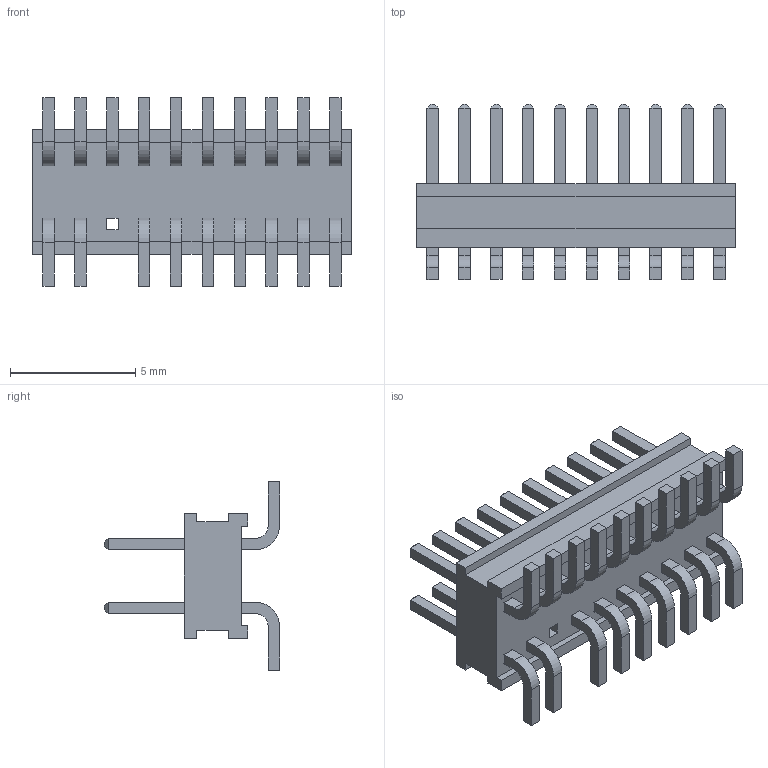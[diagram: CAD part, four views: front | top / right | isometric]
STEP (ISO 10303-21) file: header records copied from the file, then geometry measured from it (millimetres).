
FILE_DESCRIPTION(/* description */ ('STEP AP214'),/* implementation_level */ '2;1');
FILE_NAME(/* name */ 'FTR-110-03-G-D-06-TR',/* time_stamp */ '2025-02-03T14:58:20+01:00',/* author */ ('License CC BY-ND 4.0'),/* organization */ ('CADENAS'),/* preprocessor_version */ 'ST-DEVELOPER v19.3',/* originating_system */ 'PARTsolutions',/* authorisation */ ' ');
FILE_SCHEMA (('AUTOMOTIVE_DESIGN {1 0 10303 214 3 1 1}'));
Length unit declared in the file: inch
Products named in the file (4): FTR-110-03-G-D-06-TR; FTR-110-03-G-D-006-TR_body; FTR-110-03-G-D-006-TR_pins; FTR-110-03-G-D-006-TR2PNS
Assembly tree (3 placements, depth 2):
  FTR-110-03-G-D-06-TR
    FTR-110-03-G-D-006-TR_body
    FTR-110-03-G-D-006-TR_pins
    FTR-110-03-G-D-006-TR2PNS
Bounding box: 12.7 x 6.99 x 7.52 mm (x, y, z)
Volume: 183.5 mm3; surface area: 796.2 mm2
Topology: 3 solids, 3 shells, 452 faces, 1172 edges, 756 vertices
Faces by surface type: plane 414, cylinder 38
Entity records: 13668 total; most frequent: CARTESIAN_POINT 2384, ORIENTED_EDGE 2344, DIRECTION 2160, EDGE_CURVE 1172, LINE 1096, VECTOR 1096, VERTEX_POINT 756, AXIS2_PLACEMENT_3D 532
